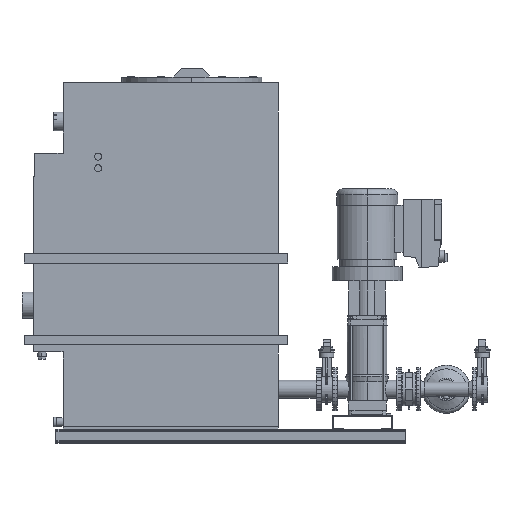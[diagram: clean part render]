
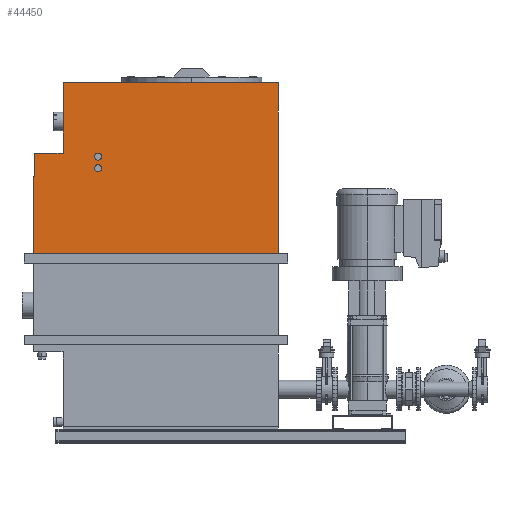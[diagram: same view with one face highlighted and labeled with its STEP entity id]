
A CAD part, front view. The second image highlights one B-rep face of the part: STEP entity #44450.
In plain terms, the highlighted planar face has unit normal (0, -1, 0).
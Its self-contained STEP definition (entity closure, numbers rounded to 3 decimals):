
#15554=EDGE_CURVE('',#39362,#43756,#45853,.T.);
#16816=VERTEX_POINT('',#47225);
#17114=EDGE_CURVE('',#16816,#31372,#47552,.T.);
#17440=EDGE_CURVE('',#31450,#43080,#47907,.T.);
#18678=EDGE_CURVE('',#37030,#40382,#49264,.T.);
#20734=VERTEX_POINT('',#51524);
#21752=VERTEX_POINT('',#52640);
#30426=EDGE_CURVE('',#37396,#21752,#62191,.T.);
#31372=VERTEX_POINT('',#63223);
#31450=VERTEX_POINT('',#63310);
#31794=EDGE_CURVE('',#20734,#36362,#63681,.T.);
#33028=EDGE_CURVE('',#39362,#43080,#65018,.T.);
#35330=EDGE_CURVE('',#21752,#37396,#67561,.T.);
#36362=VERTEX_POINT('',#68698);
#37030=VERTEX_POINT('',#69428);
#37396=VERTEX_POINT('',#69821);
#37646=EDGE_CURVE('',#31450,#31372,#70096,.T.);
#39182=EDGE_CURVE('',#16816,#40382,#71760,.T.);
#39362=VERTEX_POINT('',#71960);
#40382=VERTEX_POINT('',#73084);
#40902=EDGE_CURVE('',#43756,#37030,#73645,.T.);
#41514=EDGE_CURVE('',#36362,#20734,#74315,.T.);
#43080=VERTEX_POINT('',#76038);
#43756=VERTEX_POINT('',#76800);
#44450=ADVANCED_FACE('',(#77554,#77555,#77556),#77557,.F.);
#45853=LINE('',#79216,#79217);
#47225=CARTESIAN_POINT('',(-95.0,-360.0,1140.0));
#47552=LINE('',#81695,#81696);
#47907=LINE('',#82203,#82204);
#49264=LINE('',#84134,#84135);
#51524=CARTESIAN_POINT('',(180.0,-360.0,1210.0));
#52640=CARTESIAN_POINT('',(180.0,-360.0,1190.0));
#62191=CIRCLE('',#103123,15.0);
#63223=CARTESIAN_POINT('',(-90.0,-360.0,1140.0));
#63310=CARTESIAN_POINT('',(-90.0,-360.0,1240.0));
#63681=CIRCLE('',#105286,15.0);
#65018=LINE('',#107214,#107215);
#67561=CIRCLE('',#110968,15.0);
#68698=CARTESIAN_POINT('',(180.0,-360.0,1240.0));
#69428=CARTESIAN_POINT('',(950.0,-360.0,810.0));
#69821=CARTESIAN_POINT('',(180.0,-360.0,1160.0));
#70096=LINE('',#114543,#114544);
#71760=LINE('',#117013,#117014);
#71960=CARTESIAN_POINT('',(30.0,-360.0,1540.0));
#73084=CARTESIAN_POINT('',(-95.0,-360.0,810.0));
#73645=LINE('',#119836,#119837);
#74315=CIRCLE('',#120801,15.0);
#76038=CARTESIAN_POINT('',(30.0,-360.0,1240.0));
#76800=CARTESIAN_POINT('',(950.0,-360.0,1540.0));
#77554=FACE_BOUND('',#125794,.T.);
#77555=FACE_BOUND('',#125795,.T.);
#77556=FACE_OUTER_BOUND('',#125796,.T.);
#77557=PLANE('',#125797);
#79216=CARTESIAN_POINT('',(490.0,-360.0,1540.0));
#79217=VECTOR('',#127781,1.0);
#81695=CARTESIAN_POINT('',(-32.5,-360.0,1140.0));
#81696=VECTOR('',#129408,1.0);
#82203=CARTESIAN_POINT('',(-30.0,-360.0,1240.0));
#82204=VECTOR('',#129744,1.0);
#84134=CARTESIAN_POINT('',(-42.497,-360.0,810.0));
#84135=VECTOR('',#131092,1.0);
#103123=AXIS2_PLACEMENT_3D('',#144857,#144858,#144859);
#105286=AXIS2_PLACEMENT_3D('',#146524,#146525,#146526);
#107214=CARTESIAN_POINT('',(30.0,-360.0,805.0));
#107215=VECTOR('',#147720,1.0);
#110968=AXIS2_PLACEMENT_3D('',#150493,#150494,#150495);
#114543=CARTESIAN_POINT('',(-90.0,-360.0,1190.0));
#114544=VECTOR('',#153110,1.0);
#117013=CARTESIAN_POINT('',(-95.0,-360.0,765.0));
#117014=VECTOR('',#154760,1.0);
#119836=CARTESIAN_POINT('',(950.0,-360.0,805.0));
#119837=VECTOR('',#156677,1.0);
#120801=AXIS2_PLACEMENT_3D('',#157305,#157306,#157307);
#125794=EDGE_LOOP('',(#160941,#160942));
#125795=EDGE_LOOP('',(#160943,#160944));
#125796=EDGE_LOOP('',(#160945,#160946,#160947,#160948,#160949,#160950,#160951,#160952));
#125797=AXIS2_PLACEMENT_3D('',#160953,#160954,#160955);
#127781=DIRECTION('',(1.0,0.0,0.0));
#129408=DIRECTION('',(1.0,0.0,0.0));
#129744=DIRECTION('',(1.0,0.0,0.0));
#131092=DIRECTION('',(-1.0,0.0,0.0));
#144857=CARTESIAN_POINT('',(180.0,-360.0,1175.0));
#144858=DIRECTION('',(0.0,1.0,0.0));
#144859=DIRECTION('',(0.0,0.0,-1.0));
#146524=CARTESIAN_POINT('',(180.0,-360.0,1225.0));
#146525=DIRECTION('',(0.0,1.0,0.0));
#146526=DIRECTION('',(0.0,0.0,-1.0));
#147720=DIRECTION('',(0.0,0.0,-1.0));
#150493=CARTESIAN_POINT('',(180.0,-360.0,1175.0));
#150494=DIRECTION('',(0.0,1.0,0.0));
#150495=DIRECTION('',(0.0,0.0,-1.0));
#153110=DIRECTION('',(0.0,0.0,-1.0));
#154760=DIRECTION('',(0.0,0.0,-1.0));
#156677=DIRECTION('',(0.0,0.0,-1.0));
#157305=CARTESIAN_POINT('',(180.0,-360.0,1225.0));
#157306=DIRECTION('',(0.0,1.0,0.0));
#157307=DIRECTION('',(0.0,0.0,-1.0));
#160941=ORIENTED_EDGE('',*,*,#30426,.T.);
#160942=ORIENTED_EDGE('',*,*,#35330,.T.);
#160943=ORIENTED_EDGE('',*,*,#31794,.T.);
#160944=ORIENTED_EDGE('',*,*,#41514,.T.);
#160945=ORIENTED_EDGE('',*,*,#18678,.F.);
#160946=ORIENTED_EDGE('',*,*,#40902,.F.);
#160947=ORIENTED_EDGE('',*,*,#15554,.F.);
#160948=ORIENTED_EDGE('',*,*,#33028,.T.);
#160949=ORIENTED_EDGE('',*,*,#17440,.F.);
#160950=ORIENTED_EDGE('',*,*,#37646,.T.);
#160951=ORIENTED_EDGE('',*,*,#17114,.F.);
#160952=ORIENTED_EDGE('',*,*,#39182,.T.);
#160953=CARTESIAN_POINT('',(490.0,-360.0,805.0));
#160954=DIRECTION('',(0.0,1.0,0.0));
#160955=DIRECTION('',(0.0,0.0,1.0));
